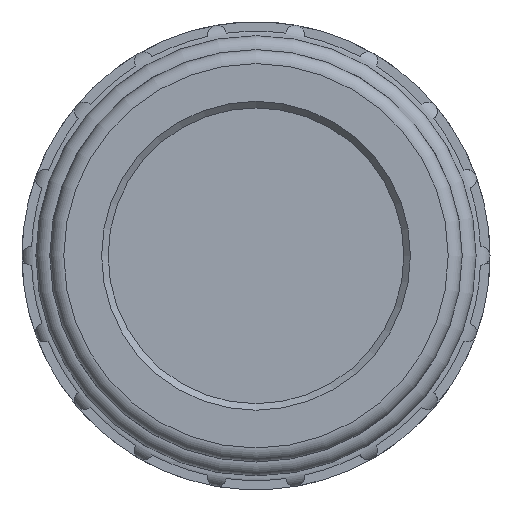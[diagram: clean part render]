
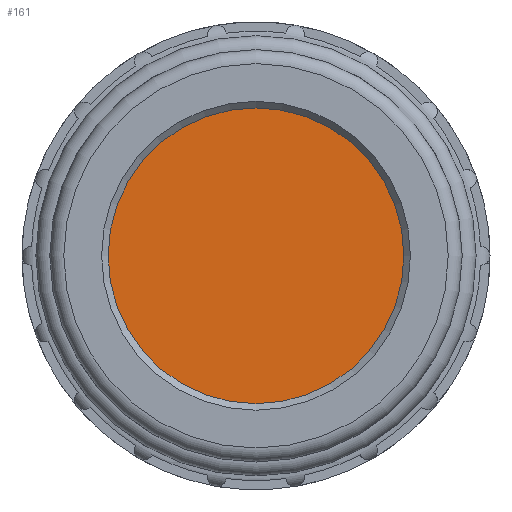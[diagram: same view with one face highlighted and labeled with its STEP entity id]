
A CAD part, left-side view. The second image highlights one B-rep face of the part: STEP entity #161.
In plain terms, the highlighted planar face has unit normal (-1, 0, 0).
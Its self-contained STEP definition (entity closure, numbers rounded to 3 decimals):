
#161 = ADVANCED_FACE( '', ( #449 ), #450, .F. );
#449 = FACE_OUTER_BOUND( '', #885, .T. );
#450 = PLANE( '', #886 );
#885 = EDGE_LOOP( '', ( #1320 ) );
#886 = AXIS2_PLACEMENT_3D( '', #1321, #1322, #1323 );
#1320 = ORIENTED_EDGE( '', *, *, #2555, .F. );
#1321 = CARTESIAN_POINT( '', ( 0.42, 0., 0. ) );
#1322 = DIRECTION( '', ( 1., 0., 0. ) );
#1323 = DIRECTION( '', ( 0., 0., -1. ) );
#2555 = EDGE_CURVE( '', #3043, #3043, #3044, .T. );
#3043 = VERTEX_POINT( '', #3767 );
#3044 = CIRCLE( '', #3768, 9.48 );
#3767 = CARTESIAN_POINT( '', ( 0.42, 0., -9.48 ) );
#3768 = AXIS2_PLACEMENT_3D( '', #4959, #4960, #4961 );
#4959 = CARTESIAN_POINT( '', ( 0.42, 0., 0. ) );
#4960 = DIRECTION( '', ( 1., 0., 0. ) );
#4961 = DIRECTION( '', ( 0., 0., -1. ) );
